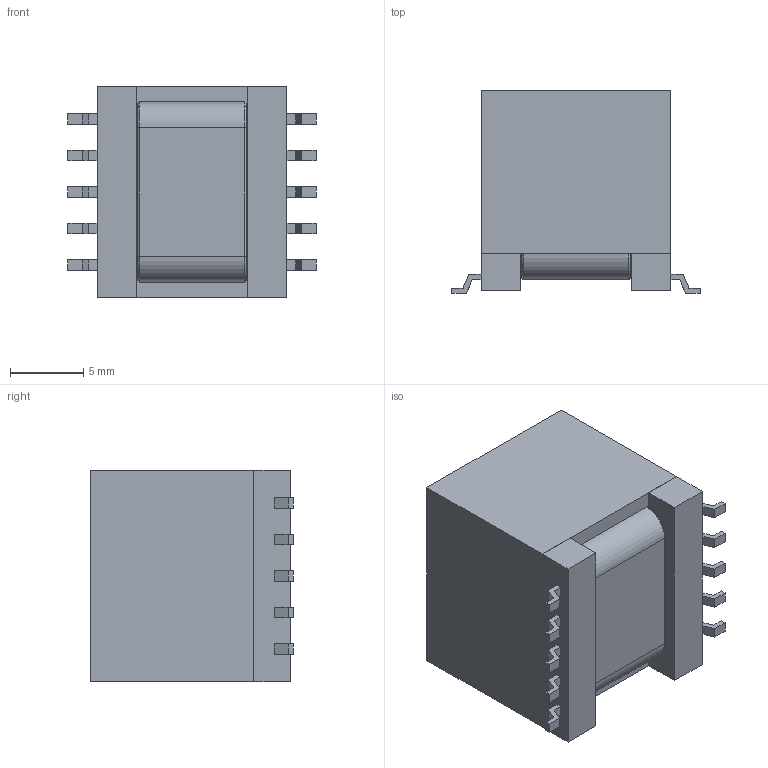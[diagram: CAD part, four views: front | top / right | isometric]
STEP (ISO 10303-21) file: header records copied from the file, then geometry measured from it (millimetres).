
FILE_DESCRIPTION (( 'STEP AP214' ), '1' );
FILE_NAME ('Coilcraft-POE40Q-XXX.STEP', '2019-05-01T01:02:48', ( '' ), ( '' ), 'SwSTEP 2.0', 'SolidWorks 2019', '' );
FILE_SCHEMA (( 'AUTOMOTIVE_DESIGN' ));
Length unit declared in the file: millimetre
Products named in the file (1): Coilcraft-POE40Q-XXX
Bounding box: 17 x 13.87 x 14.5 mm (x, y, z)
Volume: 2457.3 mm3; surface area: 1429 mm2
Topology: 3 solids, 3 shells, 147 faces, 691 edges, 589 vertices
Faces by surface type: plane 139, cylinder 4, bspline 4
Entity records: 10792 total; most frequent: CARTESIAN_POINT 5272, ORIENTED_EDGE 1382, EDGE_CURVE 691, VERTEX_POINT 589, DIRECTION 586, B_SPLINE_CURVE_WITH_KNOTS 393, VECTOR 282, LINE 282
